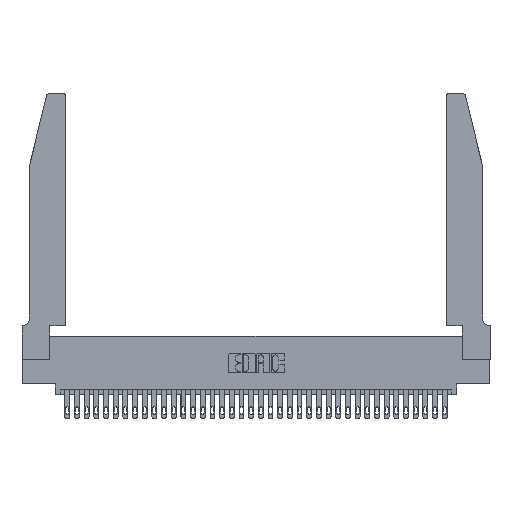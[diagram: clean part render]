
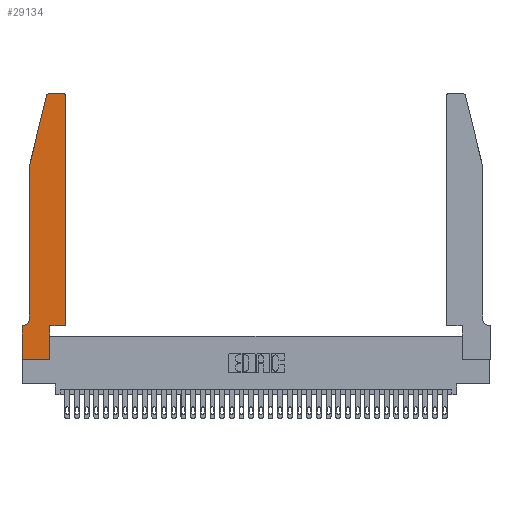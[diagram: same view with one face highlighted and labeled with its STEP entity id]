
A CAD part, top view. The second image highlights one B-rep face of the part: STEP entity #29134.
In plain terms, the highlighted planar face has unit normal (0, 0, 1).
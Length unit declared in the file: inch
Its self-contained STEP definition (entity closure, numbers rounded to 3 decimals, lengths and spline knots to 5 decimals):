
#84 = DIRECTION ( 'NONE',  ( 1., 0., 0. ) ) ;
#402 = CARTESIAN_POINT ( 'NONE',  ( 0.4505, 2.72, 0.37 ) ) ;
#738 = CARTESIAN_POINT ( 'NONE',  ( 0.25487, 2.72718, 0.37 ) ) ;
#787 = ORIENTED_EDGE ( 'NONE', *, *, #30886, .T. ) ;
#1821 = VERTEX_POINT ( 'NONE', #2954 ) ;
#1862 = ORIENTED_EDGE ( 'NONE', *, *, #27491, .T. ) ;
#2290 = CARTESIAN_POINT ( 'NONE',  ( 0., 0., 0.37 ) ) ;
#2813 = ORIENTED_EDGE ( 'NONE', *, *, #13961, .T. ) ;
#2954 = CARTESIAN_POINT ( 'NONE',  ( 0.284, 2.75, 0.37 ) ) ;
#3216 = CARTESIAN_POINT ( 'NONE',  ( 0., 0.35, 0.37 ) ) ;
#5243 = ORIENTED_EDGE ( 'NONE', *, *, #16824, .T. ) ;
#5463 = VERTEX_POINT ( 'NONE', #21048 ) ;
#5863 = CARTESIAN_POINT ( 'NONE',  ( 0.0755, 0.42, 0.37 ) ) ;
#5894 = CARTESIAN_POINT ( 'NONE',  ( 0.2865, 0.35, 0.37 ) ) ;
#5900 = AXIS2_PLACEMENT_3D ( 'NONE', #15465, #23603, #26421 ) ;
#6843 = VECTOR ( 'NONE', #36457, 39.37008 ) ;
#6856 = LINE ( 'NONE', #25655, #25799 ) ;
#7044 = ORIENTED_EDGE ( 'NONE', *, *, #24722, .T. ) ;
#7302 = ORIENTED_EDGE ( 'NONE', *, *, #10518, .T. ) ;
#8516 = FACE_OUTER_BOUND ( 'NONE', #33101, .T. ) ;
#8732 = DIRECTION ( 'NONE',  ( 0., 1., 0. ) ) ;
#9189 = DIRECTION ( 'NONE',  ( 1., 0., 0. ) ) ;
#9198 = AXIS2_PLACEMENT_3D ( 'NONE', #23570, #12373, #9189 ) ;
#9274 = EDGE_CURVE ( 'NONE', #30985, #22837, #14741, .T. ) ;
#9353 = CARTESIAN_POINT ( 'NONE',  ( 0.4505, 0.35, 0.37 ) ) ;
#10518 = EDGE_CURVE ( 'NONE', #35600, #1821, #27907, .T. ) ;
#10659 = ORIENTED_EDGE ( 'NONE', *, *, #35778, .T. ) ;
#11088 = DIRECTION ( 'NONE',  ( -1., 0., 0. ) ) ;
#12004 = CARTESIAN_POINT ( 'NONE',  ( 0.0755, 2., 0.37 ) ) ;
#12373 = DIRECTION ( 'NONE',  ( 0., 0., 1. ) ) ;
#12784 = LINE ( 'NONE', #2290, #19430 ) ;
#13478 = AXIS2_PLACEMENT_3D ( 'NONE', #21590, #35896, #21967 ) ;
#13699 = DIRECTION ( 'NONE',  ( 1., 0., 0. ) ) ;
#13812 = CARTESIAN_POINT ( 'NONE',  ( 0., 0., 0.37 ) ) ;
#13952 = EDGE_CURVE ( 'NONE', #22837, #35600, #21322, .T. ) ;
#13961 = EDGE_CURVE ( 'NONE', #17714, #18114, #27950, .T. ) ;
#14524 = LINE ( 'NONE', #5894, #20651 ) ;
#14741 = LINE ( 'NONE', #9353, #19205 ) ;
#15465 = CARTESIAN_POINT ( 'NONE',  ( 0.4205, 2.72, 0.37 ) ) ;
#15657 = DIRECTION ( 'NONE',  ( -0.239, -0.971, 0. ) ) ;
#15698 = VERTEX_POINT ( 'NONE', #32177 ) ;
#16824 = EDGE_CURVE ( 'NONE', #19996, #15698, #14524, .T. ) ;
#16838 = VECTOR ( 'NONE', #11088, 39.37008 ) ;
#16898 = VECTOR ( 'NONE', #18318, 39.37008 ) ;
#17714 = VERTEX_POINT ( 'NONE', #23097 ) ;
#18055 = EDGE_CURVE ( 'NONE', #15698, #30985, #6856, .T. ) ;
#18114 = VERTEX_POINT ( 'NONE', #5863 ) ;
#18255 = VERTEX_POINT ( 'NONE', #738 ) ;
#18318 = DIRECTION ( 'NONE',  ( -1., 0., 0. ) ) ;
#18576 = CARTESIAN_POINT ( 'NONE',  ( 0., 0.35, 0.37 ) ) ;
#19205 = VECTOR ( 'NONE', #23638, 39.37008 ) ;
#19430 = VECTOR ( 'NONE', #33597, 39.37008 ) ;
#19913 = CARTESIAN_POINT ( 'NONE',  ( 0.0755, 0.35, 0.37 ) ) ;
#19996 = VERTEX_POINT ( 'NONE', #33247 ) ;
#20651 = VECTOR ( 'NONE', #8732, 39.37008 ) ;
#20779 = CIRCLE ( 'NONE', #9198, 0.03 ) ;
#21015 = CARTESIAN_POINT ( 'NONE',  ( 0.2605, 2.75, 0.37 ) ) ;
#21048 = CARTESIAN_POINT ( 'NONE',  ( 0., 0., 0.37 ) ) ;
#21093 = ORIENTED_EDGE ( 'NONE', *, *, #13952, .T. ) ;
#21143 = CIRCLE ( 'NONE', #13478, 0.07 ) ;
#21322 = CIRCLE ( 'NONE', #5900, 0.03 ) ;
#21495 = VERTEX_POINT ( 'NONE', #3216 ) ;
#21590 = CARTESIAN_POINT ( 'NONE',  ( 0.0055, 0.42, 0.37 ) ) ;
#21967 = DIRECTION ( 'NONE',  ( -1., 0., 0. ) ) ;
#22055 = CARTESIAN_POINT ( 'NONE',  ( 0.0055, 0.35, 0.37 ) ) ;
#22256 = ORIENTED_EDGE ( 'NONE', *, *, #23935, .T. ) ;
#22837 = VERTEX_POINT ( 'NONE', #402 ) ;
#23097 = CARTESIAN_POINT ( 'NONE',  ( 0.0755, 2., 0.37 ) ) ;
#23509 = CARTESIAN_POINT ( 'NONE',  ( 0.4205, 2.75, 0.37 ) ) ;
#23570 = CARTESIAN_POINT ( 'NONE',  ( 0.284, 2.72, 0.37 ) ) ;
#23603 = DIRECTION ( 'NONE',  ( 0., 0., 1. ) ) ;
#23638 = DIRECTION ( 'NONE',  ( 0., 1., 0. ) ) ;
#23935 = EDGE_CURVE ( 'NONE', #1821, #18255, #20779, .T. ) ;
#24722 = EDGE_CURVE ( 'NONE', #18114, #31431, #21143, .T. ) ;
#24845 = LINE ( 'NONE', #12004, #26548 ) ;
#25655 = CARTESIAN_POINT ( 'NONE',  ( 0.4505, 0.35, 0.37 ) ) ;
#25799 = VECTOR ( 'NONE', #84, 39.37008 ) ;
#26421 = DIRECTION ( 'NONE',  ( 1., 0., 0. ) ) ;
#26548 = VECTOR ( 'NONE', #15657, 39.37008 ) ;
#27346 = ORIENTED_EDGE ( 'NONE', *, *, #18055, .T. ) ;
#27491 = EDGE_CURVE ( 'NONE', #21495, #5463, #30674, .T. ) ;
#27635 = CARTESIAN_POINT ( 'NONE',  ( 0.4505, 0.35, 0.37 ) ) ;
#27907 = LINE ( 'NONE', #21015, #16898 ) ;
#27950 = LINE ( 'NONE', #32372, #28346 ) ;
#28156 = AXIS2_PLACEMENT_3D ( 'NONE', #18576, #32513, #13699 ) ;
#28346 = VECTOR ( 'NONE', #34954, 39.37008 ) ;
#29134 = ADVANCED_FACE ( 'NONE', ( #8516 ), #35335, .T. ) ;
#30393 = EDGE_CURVE ( 'NONE', #31431, #21495, #30456, .T. ) ;
#30456 = LINE ( 'NONE', #19913, #16838 ) ;
#30674 = LINE ( 'NONE', #13812, #6843 ) ;
#30886 = EDGE_CURVE ( 'NONE', #5463, #19996, #12784, .T. ) ;
#30985 = VERTEX_POINT ( 'NONE', #27635 ) ;
#31431 = VERTEX_POINT ( 'NONE', #22055 ) ;
#32177 = CARTESIAN_POINT ( 'NONE',  ( 0.2865, 0.35, 0.37 ) ) ;
#32372 = CARTESIAN_POINT ( 'NONE',  ( 0.0755, 2., 0.37 ) ) ;
#32513 = DIRECTION ( 'NONE',  ( 0., 0., 1. ) ) ;
#32628 = ORIENTED_EDGE ( 'NONE', *, *, #9274, .T. ) ;
#33101 = EDGE_LOOP ( 'NONE', ( #7302, #22256, #10659, #2813, #7044, #36124, #1862, #787, #5243, #27346, #32628, #21093 ) ) ;
#33247 = CARTESIAN_POINT ( 'NONE',  ( 0.2865, 0., 0.37 ) ) ;
#33597 = DIRECTION ( 'NONE',  ( 1., 0., 0. ) ) ;
#34954 = DIRECTION ( 'NONE',  ( 0., -1., 0. ) ) ;
#35335 = PLANE ( 'NONE',  #28156 ) ;
#35600 = VERTEX_POINT ( 'NONE', #23509 ) ;
#35778 = EDGE_CURVE ( 'NONE', #18255, #17714, #24845, .T. ) ;
#35896 = DIRECTION ( 'NONE',  ( 0., 0., -1. ) ) ;
#36124 = ORIENTED_EDGE ( 'NONE', *, *, #30393, .T. ) ;
#36457 = DIRECTION ( 'NONE',  ( 0., -1., 0. ) ) ;
